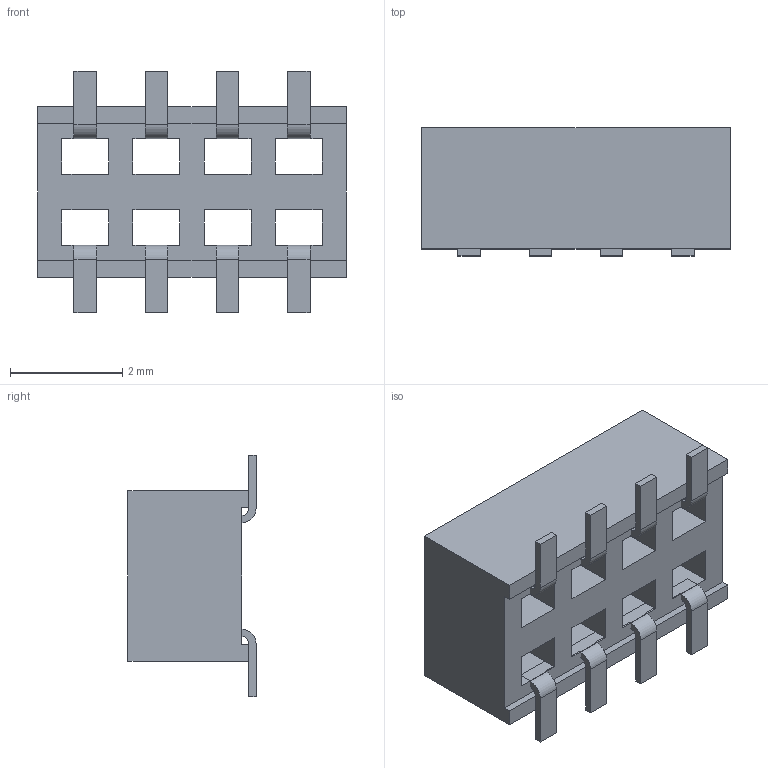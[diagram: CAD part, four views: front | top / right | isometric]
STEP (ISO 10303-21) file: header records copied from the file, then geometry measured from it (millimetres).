
FILE_DESCRIPTION(/* description */ ('STEP AP214'),/* implementation_level */ '2;1');
FILE_NAME(/* name */ 'CLP-104-02-L-D-BE',/* time_stamp */ '2024-05-28T13:23:49+02:00',/* author */ ('License CC BY-ND 4.0'),/* organization */ ('CADENAS'),/* preprocessor_version */ 'ST-DEVELOPER v19.3',/* originating_system */ 'PARTsolutions',/* authorisation */ ' ');
FILE_SCHEMA (('AUTOMOTIVE_DESIGN {1 0 10303 214 3 1 1}'));
Length unit declared in the file: inch
Products named in the file (3): CLP-104-02-L-D-BE; CLP-104-2-L-D-BE_terminal; C-106-22-1-L-04-BE_Pin
Assembly tree (3 placements, depth 2):
  CLP-104-02-L-D-BE
    CLP-104-2-L-D-BE_terminal
    C-106-22-1-L-04-BE_Pin  x2
Bounding box: 5.51 x 2.29 x 4.32 mm (x, y, z)
Volume: 26.7 mm3; surface area: 127.7 mm2
Topology: 3 solids, 3 shells, 110 faces, 312 edges, 208 vertices
Faces by surface type: plane 94, cylinder 16
Entity records: 2554 total; most frequent: CARTESIAN_POINT 440, ORIENTED_EDGE 432, DIRECTION 392, EDGE_CURVE 216, LINE 200, VECTOR 200, VERTEX_POINT 144, AXIS2_PLACEMENT_3D 96
